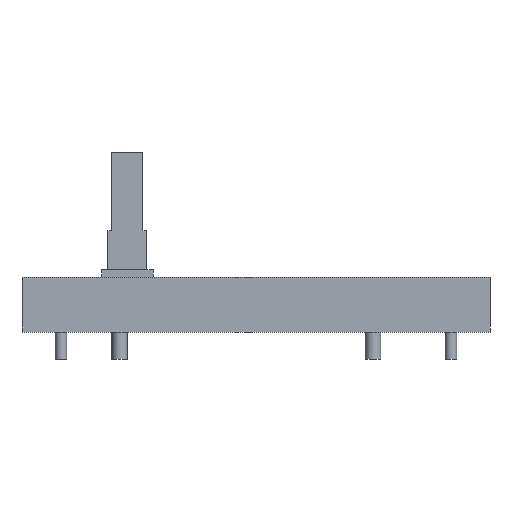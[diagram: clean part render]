
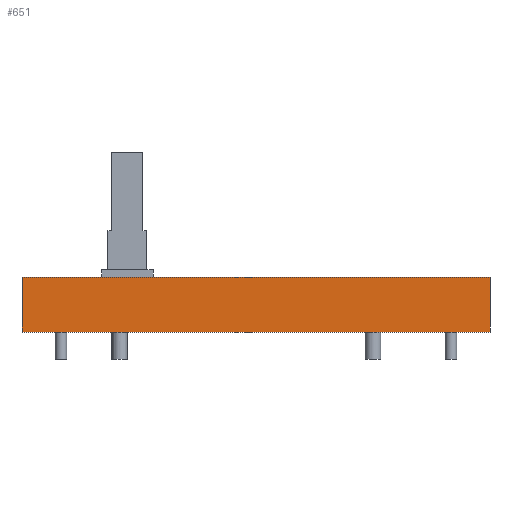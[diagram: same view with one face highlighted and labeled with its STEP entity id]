
A CAD part, front view. The second image highlights one B-rep face of the part: STEP entity #651.
In plain terms, the highlighted planar face has unit normal (0, -1, 0).
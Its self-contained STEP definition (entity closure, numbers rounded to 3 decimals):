
#98=FACE_OUTER_BOUND('',#139,.T.);
#139=EDGE_LOOP('',(#558,#559,#560,#561));
#206=LINE('',#1072,#273);
#214=LINE('',#1087,#281);
#215=LINE('',#1089,#282);
#216=LINE('',#1090,#283);
#273=VECTOR('',#888,10.);
#281=VECTOR('',#900,10.);
#282=VECTOR('',#903,10.);
#283=VECTOR('',#904,10.);
#330=VERTEX_POINT('',#1068);
#332=VERTEX_POINT('',#1071);
#336=VERTEX_POINT('',#1083);
#337=VERTEX_POINT('',#1085);
#408=EDGE_CURVE('',#330,#332,#206,.T.);
#416=EDGE_CURVE('',#336,#337,#214,.T.);
#417=EDGE_CURVE('',#336,#330,#215,.T.);
#418=EDGE_CURVE('',#332,#337,#216,.T.);
#558=ORIENTED_EDGE('',*,*,#417,.F.);
#559=ORIENTED_EDGE('',*,*,#416,.T.);
#560=ORIENTED_EDGE('',*,*,#418,.F.);
#561=ORIENTED_EDGE('',*,*,#408,.F.);
#611=PLANE('',#722);
#651=ADVANCED_FACE('',(#98),#611,.T.);
#722=AXIS2_PLACEMENT_3D('',#1088,#901,#902);
#888=DIRECTION('',(0.,0.,1.));
#900=DIRECTION('',(0.,0.,1.));
#901=DIRECTION('center_axis',(0.,-1.,0.));
#902=DIRECTION('ref_axis',(1.,0.,0.));
#903=DIRECTION('',(-1.,0.,0.));
#904=DIRECTION('',(1.,0.,0.));
#1068=CARTESIAN_POINT('',(-30.,-4.,0.));
#1071=CARTESIAN_POINT('',(-30.,-4.,7.));
#1072=CARTESIAN_POINT('',(-30.,-4.,0.));
#1083=CARTESIAN_POINT('',(30.,-4.,0.));
#1085=CARTESIAN_POINT('',(30.,-4.,7.));
#1087=CARTESIAN_POINT('',(30.,-4.,0.));
#1088=CARTESIAN_POINT('Origin',(-30.,-4.,0.));
#1089=CARTESIAN_POINT('',(30.,-4.,0.));
#1090=CARTESIAN_POINT('',(30.,-4.,7.));
